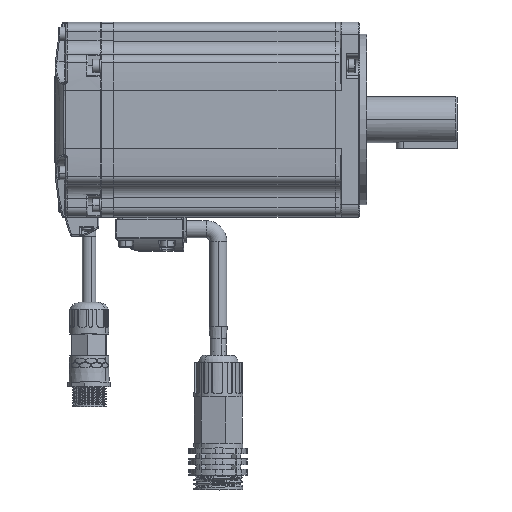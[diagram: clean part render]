
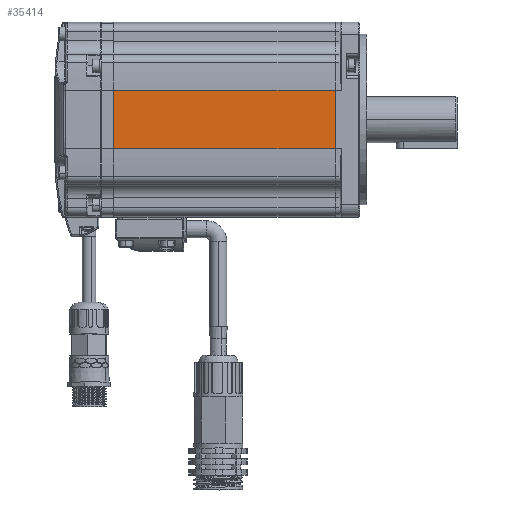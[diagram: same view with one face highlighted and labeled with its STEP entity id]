
A CAD part, top view. The second image highlights one B-rep face of the part: STEP entity #35414.
In plain terms, the highlighted planar face has unit normal (0, 0, 1).
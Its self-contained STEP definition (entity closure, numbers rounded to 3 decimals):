
#243 = VERTEX_POINT ( 'NONE', #16308 ) ;
#886 = LINE ( 'NONE', #40927, #22629 ) ;
#3165 = EDGE_LOOP ( 'NONE', ( #23898, #91180, #12723, #63574 ) ) ;
#3642 = EDGE_CURVE ( 'NONE', #91524, #57463, #38571, .T. ) ;
#11065 = CARTESIAN_POINT ( 'NONE',  ( -106.838, 3.266, 187.3 ) ) ;
#11882 = DIRECTION ( 'NONE',  ( 0., -1., 0. ) ) ;
#12520 = VECTOR ( 'NONE', #60791, 1000. ) ;
#12723 = ORIENTED_EDGE ( 'NONE', *, *, #3642, .T. ) ;
#13487 = VECTOR ( 'NONE', #58233, 1000. ) ;
#16308 = CARTESIAN_POINT ( 'NONE',  ( 16.662, 15.266, 187.3 ) ) ;
#18951 = EDGE_CURVE ( 'NONE', #243, #57463, #42316, .T. ) ;
#19386 = CARTESIAN_POINT ( 'NONE',  ( 16.662, 3.266, 187.3 ) ) ;
#22629 = VECTOR ( 'NONE', #11882, 1000. ) ;
#23898 = ORIENTED_EDGE ( 'NONE', *, *, #81056, .F. ) ;
#25926 = AXIS2_PLACEMENT_3D ( 'NONE', #11065, #40753, #62724 ) ;
#31255 = CARTESIAN_POINT ( 'NONE',  ( -74.338, 15.266, 187.3 ) ) ;
#35414 = ADVANCED_FACE ( 'NONE', ( #56307 ), #48023, .F. ) ;
#38571 = LINE ( 'NONE', #42694, #13487 ) ;
#40753 = DIRECTION ( 'NONE',  ( 0., 0., -1. ) ) ;
#40927 = CARTESIAN_POINT ( 'NONE',  ( -74.338, 3.266, 187.3 ) ) ;
#41842 = EDGE_CURVE ( 'NONE', #42083, #91524, #886, .T. ) ;
#42083 = VERTEX_POINT ( 'NONE', #31255 ) ;
#42316 = LINE ( 'NONE', #19386, #83419 ) ;
#42694 = CARTESIAN_POINT ( 'NONE',  ( -106.838, -8.734, 187.3 ) ) ;
#48023 = PLANE ( 'NONE',  #25926 ) ;
#53740 = CARTESIAN_POINT ( 'NONE',  ( -106.838, 15.266, 187.3 ) ) ;
#56307 = FACE_OUTER_BOUND ( 'NONE', #3165, .T. ) ;
#57463 = VERTEX_POINT ( 'NONE', #90836 ) ;
#58233 = DIRECTION ( 'NONE',  ( 1., 0., 0. ) ) ;
#60791 = DIRECTION ( 'NONE',  ( 1., 0., 0. ) ) ;
#62724 = DIRECTION ( 'NONE',  ( 0., -1., 0. ) ) ;
#63574 = ORIENTED_EDGE ( 'NONE', *, *, #18951, .F. ) ;
#70448 = DIRECTION ( 'NONE',  ( 0., -1., 0. ) ) ;
#74225 = LINE ( 'NONE', #53740, #12520 ) ;
#81056 = EDGE_CURVE ( 'NONE', #42083, #243, #74225, .T. ) ;
#81201 = CARTESIAN_POINT ( 'NONE',  ( -74.338, -8.734, 187.3 ) ) ;
#83419 = VECTOR ( 'NONE', #70448, 1000. ) ;
#90836 = CARTESIAN_POINT ( 'NONE',  ( 16.662, -8.734, 187.3 ) ) ;
#91180 = ORIENTED_EDGE ( 'NONE', *, *, #41842, .T. ) ;
#91524 = VERTEX_POINT ( 'NONE', #81201 ) ;
